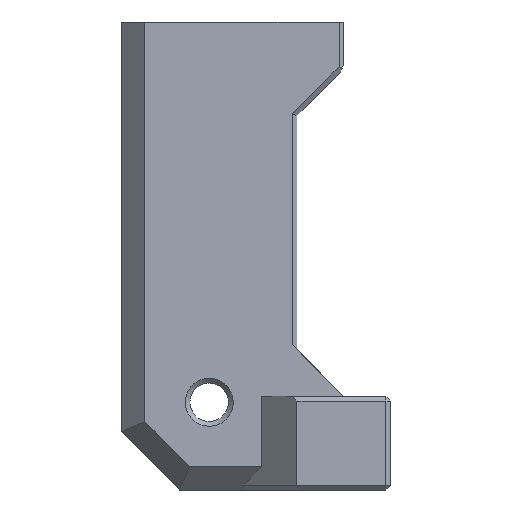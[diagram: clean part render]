
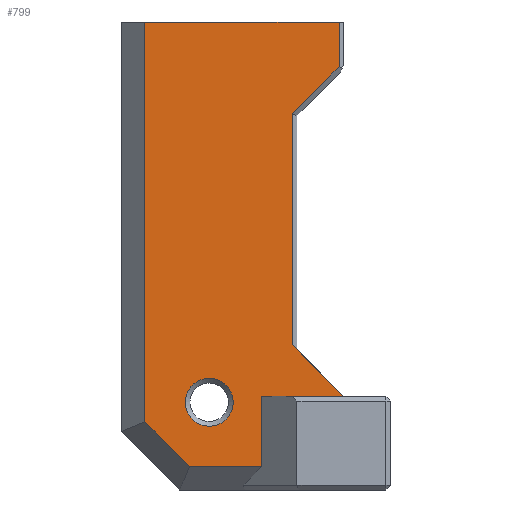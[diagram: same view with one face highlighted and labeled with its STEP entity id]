
A CAD part, front view. The second image highlights one B-rep face of the part: STEP entity #799.
In plain terms, the highlighted planar face has unit normal (0, -1, 0).
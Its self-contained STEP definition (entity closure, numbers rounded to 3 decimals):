
#17=FACE_BOUND('',#120,.T.);
#27=CIRCLE('',#832,2.05);
#70=FACE_OUTER_BOUND('',#119,.T.);
#119=EDGE_LOOP('',(#675,#676,#677,#678,#679,#680,#681,#682,#683,#684));
#120=EDGE_LOOP('',(#685));
#133=LINE('',#1105,#234);
#140=LINE('',#1118,#241);
#169=LINE('',#1183,#270);
#183=LINE('',#1216,#284);
#197=LINE('',#1246,#298);
#202=LINE('',#1253,#303);
#217=LINE('',#1285,#318);
#218=LINE('',#1286,#319);
#219=LINE('',#1288,#320);
#220=LINE('',#1289,#321);
#234=VECTOR('',#890,10.);
#241=VECTOR('',#899,10.);
#270=VECTOR('',#962,10.);
#284=VECTOR('',#1000,10.);
#298=VECTOR('',#1022,10.);
#303=VECTOR('',#1029,10.);
#318=VECTOR('',#1062,10.);
#319=VECTOR('',#1063,10.);
#320=VECTOR('',#1064,10.);
#321=VECTOR('',#1065,10.);
#336=VERTEX_POINT('',#1102);
#337=VERTEX_POINT('',#1104);
#342=VERTEX_POINT('',#1116);
#350=VERTEX_POINT('',#1139);
#361=VERTEX_POINT('',#1182);
#368=VERTEX_POINT('',#1215);
#379=VERTEX_POINT('',#1244);
#380=VERTEX_POINT('',#1245);
#388=VERTEX_POINT('',#1283);
#389=VERTEX_POINT('',#1284);
#390=VERTEX_POINT('',#1287);
#400=EDGE_CURVE('',#337,#336,#133,.T.);
#407=EDGE_CURVE('',#342,#336,#140,.T.);
#418=EDGE_CURVE('',#350,#350,#27,.T.);
#440=EDGE_CURVE('',#361,#342,#169,.T.);
#456=EDGE_CURVE('',#337,#368,#183,.T.);
#470=EDGE_CURVE('',#379,#380,#197,.T.);
#475=EDGE_CURVE('',#368,#379,#202,.T.);
#490=EDGE_CURVE('',#388,#389,#217,.T.);
#491=EDGE_CURVE('',#380,#388,#218,.T.);
#492=EDGE_CURVE('',#390,#361,#219,.T.);
#493=EDGE_CURVE('',#389,#390,#220,.T.);
#675=ORIENTED_EDGE('',*,*,#490,.F.);
#676=ORIENTED_EDGE('',*,*,#491,.F.);
#677=ORIENTED_EDGE('',*,*,#470,.F.);
#678=ORIENTED_EDGE('',*,*,#475,.F.);
#679=ORIENTED_EDGE('',*,*,#456,.F.);
#680=ORIENTED_EDGE('',*,*,#400,.T.);
#681=ORIENTED_EDGE('',*,*,#407,.F.);
#682=ORIENTED_EDGE('',*,*,#440,.F.);
#683=ORIENTED_EDGE('',*,*,#492,.F.);
#684=ORIENTED_EDGE('',*,*,#493,.F.);
#685=ORIENTED_EDGE('',*,*,#418,.F.);
#752=PLANE('',#867);
#799=ADVANCED_FACE('',(#70,#17),#752,.T.);
#832=AXIS2_PLACEMENT_3D('',#1141,#921,#922);
#867=AXIS2_PLACEMENT_3D('',#1282,#1060,#1061);
#890=DIRECTION('',(1.,0.,0.));
#899=DIRECTION('',(0.707,0.,-0.707));
#921=DIRECTION('center_axis',(0.,-1.,0.));
#922=DIRECTION('ref_axis',(1.,0.,0.));
#962=DIRECTION('',(0.,0.,-1.));
#1000=DIRECTION('',(0.,0.,-1.));
#1022=DIRECTION('',(-0.707,0.,0.707));
#1029=DIRECTION('',(-1.,0.,0.));
#1060=DIRECTION('center_axis',(0.,-1.,0.));
#1061=DIRECTION('ref_axis',(1.,0.,0.));
#1062=DIRECTION('',(1.,0.,0.));
#1063=DIRECTION('',(0.,0.,1.));
#1064=DIRECTION('',(-0.707,0.,-0.707));
#1065=DIRECTION('',(0.,0.,-1.));
#1102=CARTESIAN_POINT('',(23.,0.,8.));
#1104=CARTESIAN_POINT('',(16.,0.,8.));
#1105=CARTESIAN_POINT('',(9.5,0.,8.));
#1116=CARTESIAN_POINT('',(18.6,0.,12.4));
#1118=CARTESIAN_POINT('',(18.25,0.,12.75));
#1139=CARTESIAN_POINT('',(9.45,0.,7.5));
#1141=CARTESIAN_POINT('Origin',(11.5,0.,7.5));
#1182=CARTESIAN_POINT('',(18.6,0.,32.166));
#1183=CARTESIAN_POINT('',(18.6,0.,0.));
#1215=CARTESIAN_POINT('',(16.,0.,2.));
#1216=CARTESIAN_POINT('',(16.,0.,4.));
#1244=CARTESIAN_POINT('',(9.828,0.,2.));
#1245=CARTESIAN_POINT('',(6.,0.,5.828));
#1246=CARTESIAN_POINT('',(6.914,0.,4.914));
#1253=CARTESIAN_POINT('',(4.75,0.,2.));
#1282=CARTESIAN_POINT('Origin',(0.,0.,0.));
#1283=CARTESIAN_POINT('',(6.,0.,40.));
#1284=CARTESIAN_POINT('',(22.6,0.,40.));
#1285=CARTESIAN_POINT('',(7.75,0.,40.));
#1286=CARTESIAN_POINT('',(6.,0.,0.));
#1287=CARTESIAN_POINT('',(22.6,0.,36.166));
#1288=CARTESIAN_POINT('',(6.967,0.,20.533));
#1289=CARTESIAN_POINT('',(22.6,0.,22.));
